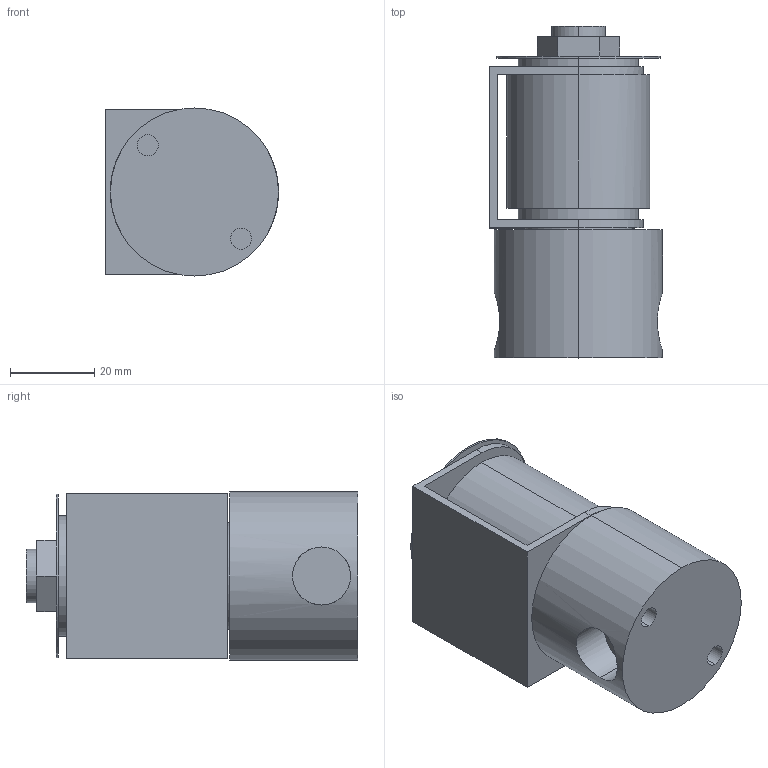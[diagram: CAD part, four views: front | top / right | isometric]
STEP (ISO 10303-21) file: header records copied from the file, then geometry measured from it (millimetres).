
FILE_DESCRIPTION (( 'STEP AP214' ), '1' );
FILE_NAME ('YS301P-5B.STEP', '2025-09-03T06:55:23', ( '' ), ( '' ), 'SwSTEP 2.0', 'SolidWorks 2024', '' );
FILE_SCHEMA (( 'AUTOMOTIVE_DESIGN' ));
Length unit declared in the file: millimetre
Products named in the file (3): ZS301-2_5B; YS301P-5B; AS301P
Assembly tree (2 placements, depth 2):
  YS301P-5B
    ZS301-2_5B
    AS301P
Bounding box: 41.16 x 78.93 x 40 mm (x, y, z)
Volume: 77266.3 mm3; surface area: 21162.9 mm2
Topology: 2 solids, 2 shells, 58 faces, 130 edges, 86 vertices
Faces by surface type: plane 30, cylinder 28
Entity records: 1894 total; most frequent: CARTESIAN_POINT 455, DIRECTION 308, ORIENTED_EDGE 260, EDGE_CURVE 130, AXIS2_PLACEMENT_3D 119, VERTEX_POINT 86, EDGE_LOOP 70, LINE 70
